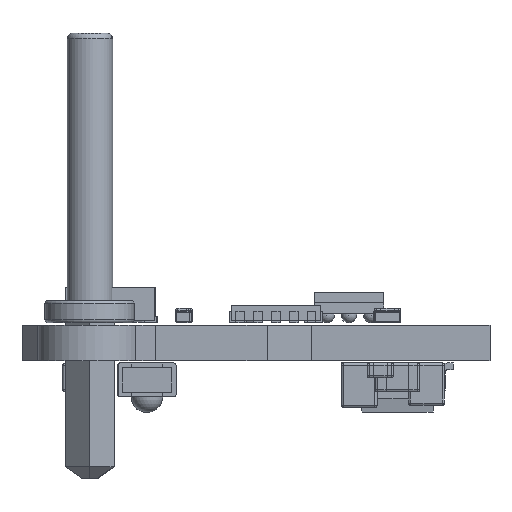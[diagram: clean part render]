
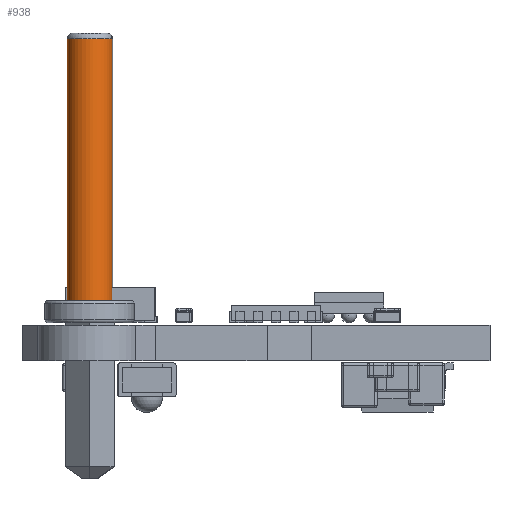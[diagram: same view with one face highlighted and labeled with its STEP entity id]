
A CAD part, left-side view. The second image highlights one B-rep face of the part: STEP entity #938.
In plain terms, the highlighted cylindrical face has radius 0.5 mm (diameter 1 mm), a full revolution.
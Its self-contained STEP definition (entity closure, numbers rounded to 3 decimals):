
#890 = PLANE('',#891);
#891 = AXIS2_PLACEMENT_3D('',#892,#893,#894);
#892 = CARTESIAN_POINT('',(0.,0.,0.5));
#893 = DIRECTION('',(0.,0.,-1.));
#894 = DIRECTION('',(-1.,0.,0.));
#910 = EDGE_CURVE('',#911,#911,#913,.T.);
#911 = VERTEX_POINT('',#912);
#912 = CARTESIAN_POINT('',(-0.5,0.,0.5));
#913 = SURFACE_CURVE('',#914,(#919,#926),.PCURVE_S1.);
#914 = CIRCLE('',#915,0.5);
#915 = AXIS2_PLACEMENT_3D('',#916,#917,#918);
#916 = CARTESIAN_POINT('',(0.,0.,0.5));
#917 = DIRECTION('',(0.,0.,-1.));
#918 = DIRECTION('',(-1.,0.,0.));
#919 = PCURVE('',#890,#920);
#920 = DEFINITIONAL_REPRESENTATION('',(#921),#925);
#921 = CIRCLE('',#922,0.5);
#922 = AXIS2_PLACEMENT_2D('',#923,#924);
#923 = CARTESIAN_POINT('',(0.,0.));
#924 = DIRECTION('',(1.,0.));
#925 = ( GEOMETRIC_REPRESENTATION_CONTEXT(2) 
PARAMETRIC_REPRESENTATION_CONTEXT() REPRESENTATION_CONTEXT('2D SPACE',''
  ) );
#926 = PCURVE('',#927,#932);
#927 = CYLINDRICAL_SURFACE('',#928,0.5);
#928 = AXIS2_PLACEMENT_3D('',#929,#930,#931);
#929 = CARTESIAN_POINT('',(0.,0.,0.5));
#930 = DIRECTION('',(0.,0.,1.));
#931 = DIRECTION('',(-1.,0.,0.));
#932 = DEFINITIONAL_REPRESENTATION('',(#933),#937);
#933 = LINE('',#934,#935);
#934 = CARTESIAN_POINT('',(6.283,0.));
#935 = VECTOR('',#936,1.);
#936 = DIRECTION('',(-1.,0.));
#937 = ( GEOMETRIC_REPRESENTATION_CONTEXT(2) 
PARAMETRIC_REPRESENTATION_CONTEXT() REPRESENTATION_CONTEXT('2D SPACE',''
  ) );
#938 = ADVANCED_FACE('',(#939),#927,.T.);
#939 = FACE_BOUND('',#940,.T.);
#940 = EDGE_LOOP('',(#941,#964,#991,#992));
#941 = ORIENTED_EDGE('',*,*,#942,.T.);
#942 = EDGE_CURVE('',#911,#943,#945,.T.);
#943 = VERTEX_POINT('',#944);
#944 = CARTESIAN_POINT('',(-0.5,0.,6.375));
#945 = SEAM_CURVE('',#946,(#950,#957),.PCURVE_S1.);
#946 = LINE('',#947,#948);
#947 = CARTESIAN_POINT('',(-0.5,0.,0.5));
#948 = VECTOR('',#949,1.);
#949 = DIRECTION('',(0.,0.,1.));
#950 = PCURVE('',#927,#951);
#951 = DEFINITIONAL_REPRESENTATION('',(#952),#956);
#952 = LINE('',#953,#954);
#953 = CARTESIAN_POINT('',(6.283,0.));
#954 = VECTOR('',#955,1.);
#955 = DIRECTION('',(0.,1.));
#956 = ( GEOMETRIC_REPRESENTATION_CONTEXT(2) 
PARAMETRIC_REPRESENTATION_CONTEXT() REPRESENTATION_CONTEXT('2D SPACE',''
  ) );
#957 = PCURVE('',#927,#958);
#958 = DEFINITIONAL_REPRESENTATION('',(#959),#963);
#959 = LINE('',#960,#961);
#960 = CARTESIAN_POINT('',(0.,0.));
#961 = VECTOR('',#962,1.);
#962 = DIRECTION('',(0.,1.));
#963 = ( GEOMETRIC_REPRESENTATION_CONTEXT(2) 
PARAMETRIC_REPRESENTATION_CONTEXT() REPRESENTATION_CONTEXT('2D SPACE',''
  ) );
#964 = ORIENTED_EDGE('',*,*,#965,.T.);
#965 = EDGE_CURVE('',#943,#943,#966,.T.);
#966 = SURFACE_CURVE('',#967,(#972,#979),.PCURVE_S1.);
#967 = CIRCLE('',#968,0.5);
#968 = AXIS2_PLACEMENT_3D('',#969,#970,#971);
#969 = CARTESIAN_POINT('',(0.,0.,6.375));
#970 = DIRECTION('',(0.,0.,-1.));
#971 = DIRECTION('',(-1.,0.,0.));
#972 = PCURVE('',#927,#973);
#973 = DEFINITIONAL_REPRESENTATION('',(#974),#978);
#974 = LINE('',#975,#976);
#975 = CARTESIAN_POINT('',(6.283,5.875));
#976 = VECTOR('',#977,1.);
#977 = DIRECTION('',(-1.,0.));
#978 = ( GEOMETRIC_REPRESENTATION_CONTEXT(2) 
PARAMETRIC_REPRESENTATION_CONTEXT() REPRESENTATION_CONTEXT('2D SPACE',''
  ) );
#979 = PCURVE('',#980,#985);
#980 = TOROIDAL_SURFACE('',#981,0.375,0.125);
#981 = AXIS2_PLACEMENT_3D('',#982,#983,#984);
#982 = CARTESIAN_POINT('',(0.,0.,6.375));
#983 = DIRECTION('',(0.,0.,1.));
#984 = DIRECTION('',(-1.,0.,0.));
#985 = DEFINITIONAL_REPRESENTATION('',(#986),#990);
#986 = LINE('',#987,#988);
#987 = CARTESIAN_POINT('',(6.283,0.));
#988 = VECTOR('',#989,1.);
#989 = DIRECTION('',(-1.,0.));
#990 = ( GEOMETRIC_REPRESENTATION_CONTEXT(2) 
PARAMETRIC_REPRESENTATION_CONTEXT() REPRESENTATION_CONTEXT('2D SPACE',''
  ) );
#991 = ORIENTED_EDGE('',*,*,#942,.F.);
#992 = ORIENTED_EDGE('',*,*,#910,.F.);
